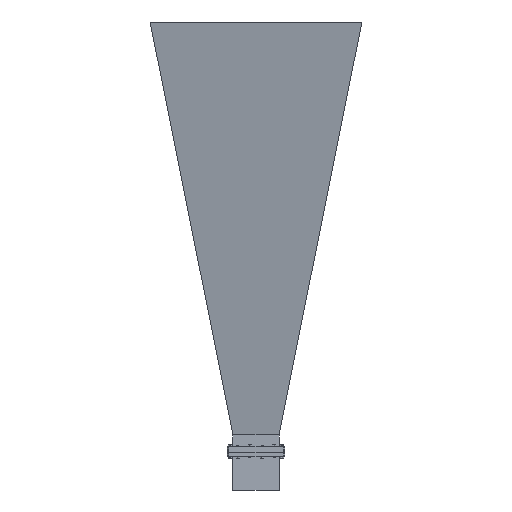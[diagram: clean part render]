
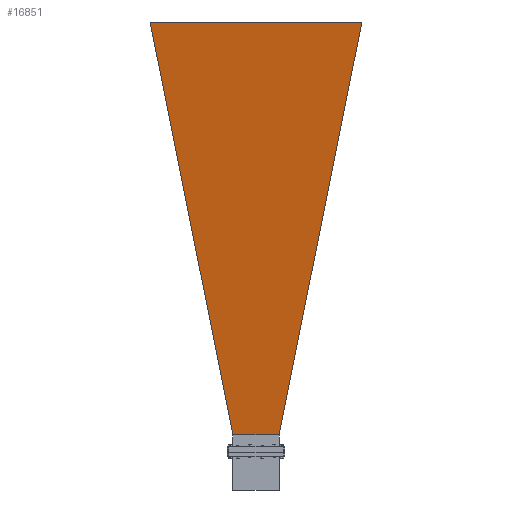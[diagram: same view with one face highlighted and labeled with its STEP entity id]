
A CAD part, front view. The second image highlights one B-rep face of the part: STEP entity #16851.
In plain terms, the highlighted face is planar.
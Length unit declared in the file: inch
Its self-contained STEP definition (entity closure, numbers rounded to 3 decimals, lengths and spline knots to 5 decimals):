
#450 = DIRECTION ( 'NONE',  ( -0.161, 0., 0.987 ) ) ;
#1120 = EDGE_CURVE ( 'NONE', #11903, #8750, #12818, .T. ) ;
#1309 = CARTESIAN_POINT ( 'NONE',  ( -5.27171, -7.06465, 29.51803 ) ) ;
#1433 = CARTESIAN_POINT ( 'NONE',  ( -0.78819, 1.53863, 1.95896 ) ) ;
#1996 = VECTOR ( 'NONE', #7770, 39.37008 ) ;
#2276 = CARTESIAN_POINT ( 'NONE',  ( -5.27171, 7.06465, 29.51803 ) ) ;
#2349 = CARTESIAN_POINT ( 'NONE',  ( -0.78819, -1.53863, 1.95896 ) ) ;
#2623 = VECTOR ( 'NONE', #17764, 39.37008 ) ;
#2705 = ORIENTED_EDGE ( 'NONE', *, *, #1120, .T. ) ;
#3312 = LINE ( 'NONE', #2276, #2623 ) ;
#4460 = VERTEX_POINT ( 'NONE', #1309 ) ;
#5318 = VECTOR ( 'NONE', #15629, 39.37008 ) ;
#5468 = EDGE_CURVE ( 'NONE', #4460, #9173, #6524, .T. ) ;
#5558 = CARTESIAN_POINT ( 'NONE',  ( -5.27171, 7.06465, 29.51803 ) ) ;
#6524 = LINE ( 'NONE', #17708, #1996 ) ;
#7595 = DIRECTION ( 'NONE',  ( -0.987, 0., -0.161 ) ) ;
#7770 = DIRECTION ( 'NONE',  ( 0., 1., 0. ) ) ;
#8200 = ORIENTED_EDGE ( 'NONE', *, *, #16378, .T. ) ;
#8509 = ORIENTED_EDGE ( 'NONE', *, *, #13430, .T. ) ;
#8750 = VERTEX_POINT ( 'NONE', #2349 ) ;
#9173 = VERTEX_POINT ( 'NONE', #5558 ) ;
#10296 = DIRECTION ( 'NONE',  ( 0., -1., 0. ) ) ;
#11411 = CARTESIAN_POINT ( 'NONE',  ( -0.78819, -1.53863, 1.95896 ) ) ;
#11502 = CARTESIAN_POINT ( 'NONE',  ( -0.78819, 0., 1.95896 ) ) ;
#11897 = CARTESIAN_POINT ( 'NONE',  ( -3.02764, 0., 15.7243 ) ) ;
#11903 = VERTEX_POINT ( 'NONE', #1433 ) ;
#12818 = LINE ( 'NONE', #11502, #13249 ) ;
#13199 = EDGE_LOOP ( 'NONE', ( #2705, #8509, #18023, #8200 ) ) ;
#13249 = VECTOR ( 'NONE', #10296, 39.37008 ) ;
#13390 = FACE_OUTER_BOUND ( 'NONE', #13199, .T. ) ;
#13430 = EDGE_CURVE ( 'NONE', #8750, #4460, #15431, .T. ) ;
#13717 = AXIS2_PLACEMENT_3D ( 'NONE', #11897, #7595, #450 ) ;
#15431 = LINE ( 'NONE', #11411, #5318 ) ;
#15629 = DIRECTION ( 'NONE',  ( -0.158, -0.194, 0.968 ) ) ;
#16378 = EDGE_CURVE ( 'NONE', #9173, #11903, #3312, .T. ) ;
#16851 = ADVANCED_FACE ( 'NONE', ( #13390 ), #17616, .T. ) ;
#17616 = PLANE ( 'NONE',  #13717 ) ;
#17708 = CARTESIAN_POINT ( 'NONE',  ( -5.27171, 0., 29.51803 ) ) ;
#17764 = DIRECTION ( 'NONE',  ( 0.158, -0.194, -0.968 ) ) ;
#18023 = ORIENTED_EDGE ( 'NONE', *, *, #5468, .T. ) ;
